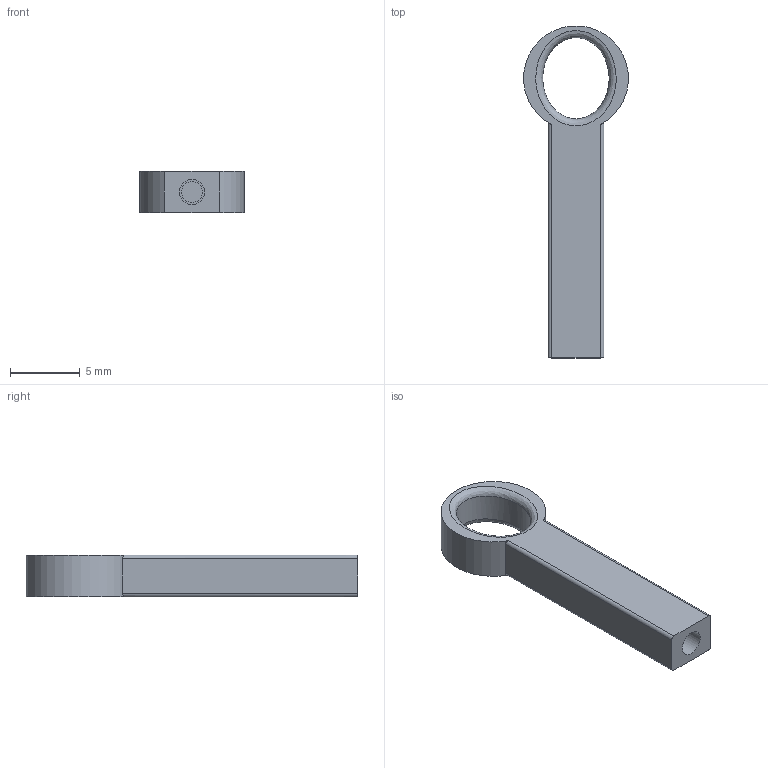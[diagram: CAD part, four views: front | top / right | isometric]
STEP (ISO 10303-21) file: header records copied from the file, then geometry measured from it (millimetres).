
FILE_DESCRIPTION(/* description */ (''),/* implementation_level */ '2;1');
FILE_NAME(/* name */ 'Toggle Lever - Rounded v2.step',/* time_stamp */ '2021-08-22T07:34:27+10:00',/* author */ (''),/* organization */ (''),/* preprocessor_version */ 'ST-DEVELOPER v18.1',/* originating_system */ 'Autodesk Translation Framework v10.9.0.1377',/* authorisation */ '');
FILE_SCHEMA (('AUTOMOTIVE_DESIGN { 1 0 10303 214 3 1 1 }'));
Length unit declared in the file: millimetre
Products named in the file (1): Toggle Lever - Rounded
Bounding box: 7.49 x 23.74 x 3 mm (x, y, z)
Volume: 237.9 mm3; surface area: 438 mm2
Topology: 1 solids, 1 shells, 17 faces, 39 edges, 26 vertices
Faces by surface type: cylinder 7, plane 7, bspline 3
Full cylindrical faces by diameter (mm): 1.5 x1, 1.807 x1
Entity records: 779 total; most frequent: CARTESIAN_POINT 373, ORIENTED_EDGE 78, DIRECTION 69, EDGE_CURVE 39, VERTEX_POINT 26, AXIS2_PLACEMENT_3D 26, EDGE_LOOP 21, FACE_OUTER_BOUND 17
